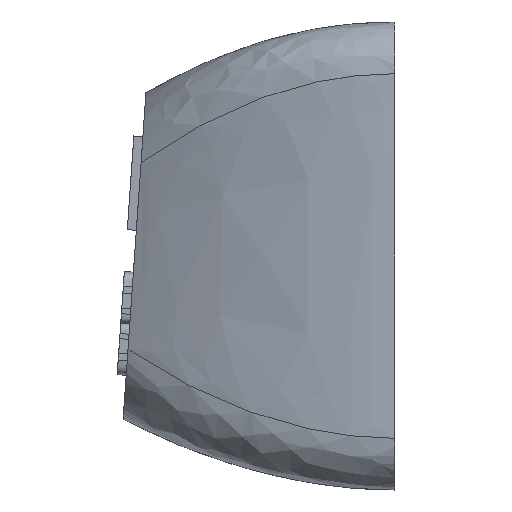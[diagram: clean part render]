
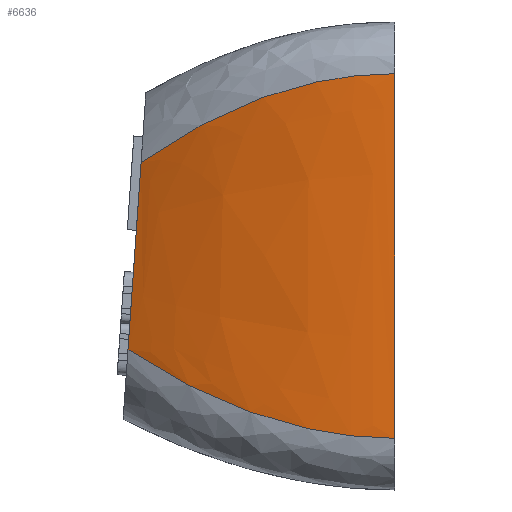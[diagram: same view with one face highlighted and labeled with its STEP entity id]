
A CAD part, left-side view. The second image highlights one B-rep face of the part: STEP entity #6636.
In plain terms, the highlighted free-form (B-spline) face has degree [3, 3] with [4, 4] control points.
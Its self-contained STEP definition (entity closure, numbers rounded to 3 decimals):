
#128=B_SPLINE_SURFACE_WITH_KNOTS('',3,3,((#12570,#12571,#12572,#12573),
(#12574,#12575,#12576,#12577),(#12578,#12579,#12580,#12581),(#12582,#12583,
#12584,#12585)),.UNSPECIFIED.,.F.,.F.,.F.,(4,4),(4,4),(0.,1.),(0.,1.),
 .UNSPECIFIED.);
#464=B_SPLINE_CURVE_WITH_KNOTS('',3,(#12566,#12567,#12568,#12569),
 .UNSPECIFIED.,.F.,.F.,(4,4),(0.,1.),.UNSPECIFIED.);
#465=B_SPLINE_CURVE_WITH_KNOTS('',3,(#12586,#12587,#12588,#12589),
 .UNSPECIFIED.,.F.,.F.,(4,4),(0.,1.),.UNSPECIFIED.);
#779=FACE_OUTER_BOUND('',#1144,.T.);
#1144=EDGE_LOOP('',(#5179,#5180,#5181,#5182));
#1542=LINE('',#12050,#2135);
#1557=LINE('',#12541,#2150);
#2135=VECTOR('',#7421,10.);
#2150=VECTOR('',#7462,10.);
#2827=VERTEX_POINT('',#12047);
#2828=VERTEX_POINT('',#12049);
#2847=VERTEX_POINT('',#12527);
#2853=VERTEX_POINT('',#12539);
#3652=EDGE_CURVE('',#2827,#2828,#1542,.T.);
#3690=EDGE_CURVE('',#2847,#2853,#1557,.T.);
#3692=EDGE_CURVE('',#2827,#2847,#464,.T.);
#3693=EDGE_CURVE('',#2828,#2853,#465,.T.);
#5179=ORIENTED_EDGE('',*,*,#3652,.F.);
#5180=ORIENTED_EDGE('',*,*,#3692,.T.);
#5181=ORIENTED_EDGE('',*,*,#3690,.T.);
#5182=ORIENTED_EDGE('',*,*,#3693,.F.);
#6636=ADVANCED_FACE('',(#779),#128,.F.);
#7421=DIRECTION('',(0.,-0.07,0.998));
#7462=DIRECTION('',(0.,0.,1.));
#12047=CARTESIAN_POINT('',(2.7,10.32,5.433));
#12049=CARTESIAN_POINT('',(2.7,9.814,12.671));
#12050=CARTESIAN_POINT('',(2.7,10.32,5.433));
#12527=CARTESIAN_POINT('',(0.,0.,2.));
#12539=CARTESIAN_POINT('',(0.,0.,16.1));
#12541=CARTESIAN_POINT('',(0.,0.,2.));
#12566=CARTESIAN_POINT('Ctrl Pts',(2.7,10.32,5.433));
#12567=CARTESIAN_POINT('Ctrl Pts',(0.9,6.88,3.144));
#12568=CARTESIAN_POINT('Ctrl Pts',(0.,3.356,
2.));
#12569=CARTESIAN_POINT('Ctrl Pts',(0.,0.,2.));
#12570=CARTESIAN_POINT('Ctrl Pts',(2.7,10.32,5.433));
#12571=CARTESIAN_POINT('Ctrl Pts',(0.9,6.88,3.144));
#12572=CARTESIAN_POINT('Ctrl Pts',(0.,3.356,
2.));
#12573=CARTESIAN_POINT('Ctrl Pts',(0.,0.,2.));
#12574=CARTESIAN_POINT('Ctrl Pts',(2.7,10.221,6.843));
#12575=CARTESIAN_POINT('Ctrl Pts',(0.939,6.814,4.776));
#12576=CARTESIAN_POINT('Ctrl Pts',(0.,3.356,
3.047));
#12577=CARTESIAN_POINT('Ctrl Pts',(0.,0.,3.047));
#12578=CARTESIAN_POINT('Ctrl Pts',(2.7,9.913,11.261));
#12579=CARTESIAN_POINT('Ctrl Pts',(0.939,6.608,13.325));
#12580=CARTESIAN_POINT('Ctrl Pts',(0.,3.356,
15.053));
#12581=CARTESIAN_POINT('Ctrl Pts',(0.,0.,15.053));
#12582=CARTESIAN_POINT('Ctrl Pts',(2.7,9.814,12.671));
#12583=CARTESIAN_POINT('Ctrl Pts',(0.9,6.543,14.957));
#12584=CARTESIAN_POINT('Ctrl Pts',(0.,3.356,
16.1));
#12585=CARTESIAN_POINT('Ctrl Pts',(0.,0.,16.1));
#12586=CARTESIAN_POINT('Ctrl Pts',(2.7,9.814,12.671));
#12587=CARTESIAN_POINT('Ctrl Pts',(0.9,6.543,14.957));
#12588=CARTESIAN_POINT('Ctrl Pts',(0.,3.356,
16.1));
#12589=CARTESIAN_POINT('Ctrl Pts',(0.,0.,
16.1));
